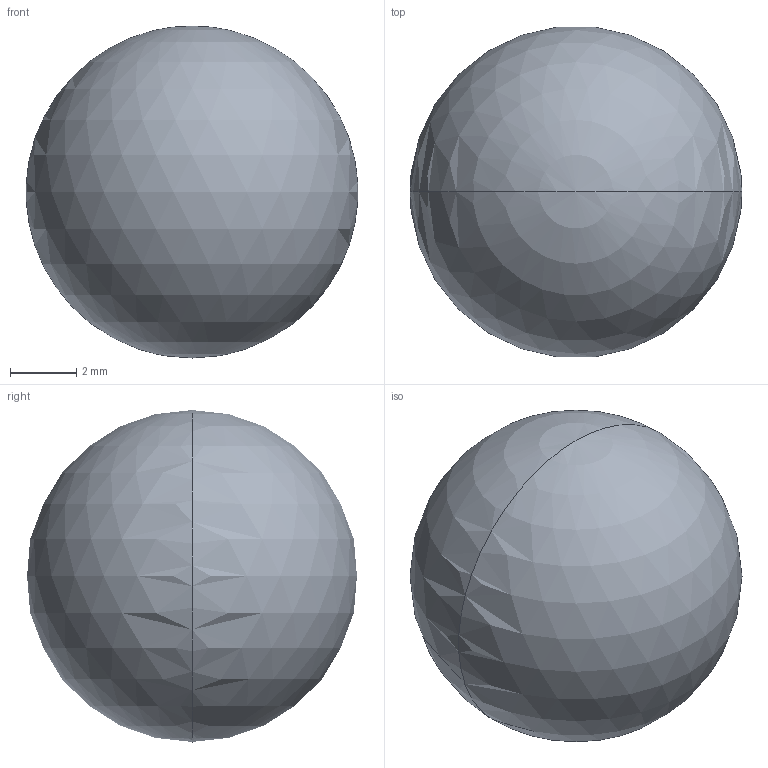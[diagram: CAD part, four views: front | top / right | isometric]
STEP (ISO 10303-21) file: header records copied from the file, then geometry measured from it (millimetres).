
FILE_DESCRIPTION((''),'2;1');
FILE_NAME('','2021-04-06T10:28:53',(''),(''),'','CADfix','');
FILE_SCHEMA(('AUTOMOTIVE_DESIGN { 1 0 10303 214 1 1 1 1 }'));
Length unit declared in the file: millimetre
Bounding box: 9.98 x 9.94 x 10 mm (x, y, z)
Volume: 523.6 mm3; surface area: 314.2 mm2
Topology: 1 solids, 1 shells, 2 faces, 6 edges, 2 vertices
Faces by surface type: sphere 2
Entity records: 54 total; most frequent: CARTESIAN_POINT 14, DIRECTION 4, ORIENTED_EDGE 4, AXIS2_PLACEMENT_3D 2, SPHERICAL_SURFACE 2, VERTEX_POINT 2, EDGE_CURVE 2, EDGE_LOOP 2
